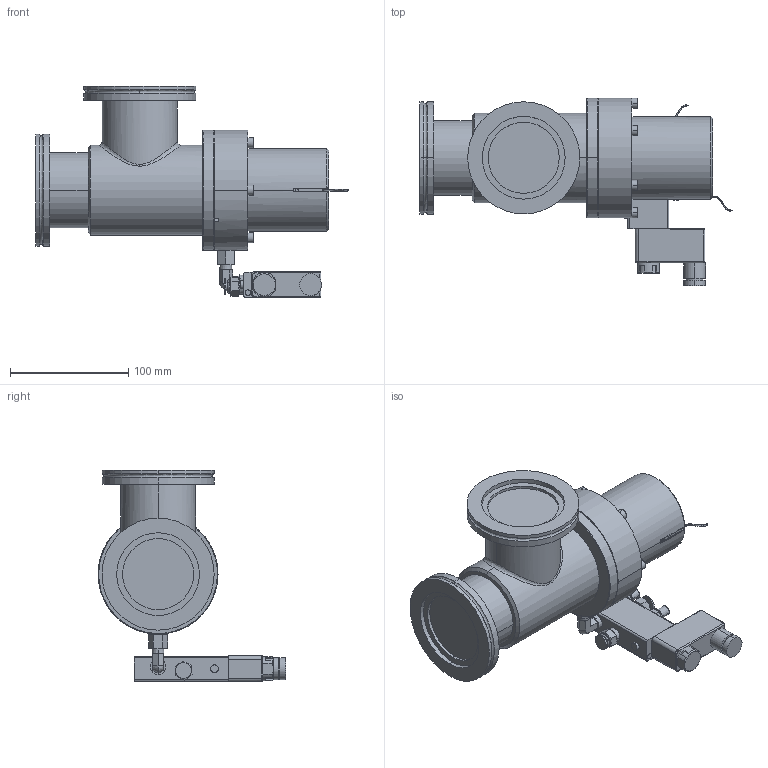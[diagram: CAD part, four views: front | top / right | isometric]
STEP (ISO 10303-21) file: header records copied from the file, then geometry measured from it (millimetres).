
FILE_DESCRIPTION (( 'STEP AP214' ), '1' );
FILE_NAME ('VAV63ISOP.STEP', '2018-02-21T09:35:35', ( '' ), ( '' ), 'SwSTEP 2.0', 'SolidWorks 2017', '' );
FILE_SCHEMA (( 'AUTOMOTIVE_DESIGN' ));
Length unit declared in the file: millimetre
Products named in the file (1): VAV63ISOP
Bounding box: 264.58 x 159.1 x 179.18 mm (x, y, z)
Volume: 1484496.2 mm3; surface area: 141252.5 mm2
Topology: 1 solids, 1 shells, 446 faces, 1110 edges, 703 vertices
Faces by surface type: plane 180, cylinder 123, cone 81, bspline 62
Entity records: 16471 total; most frequent: CARTESIAN_POINT 6113, ORIENTED_EDGE 2192, DIRECTION 2139, EDGE_CURVE 1096, AXIS2_PLACEMENT_3D 850, VERTEX_POINT 703, EDGE_LOOP 503, CIRCLE 465
